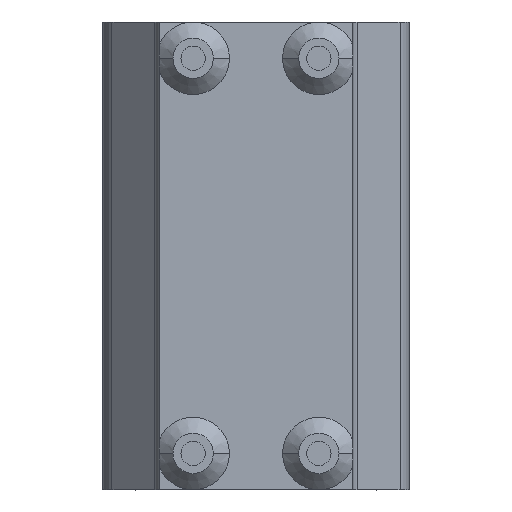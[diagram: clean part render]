
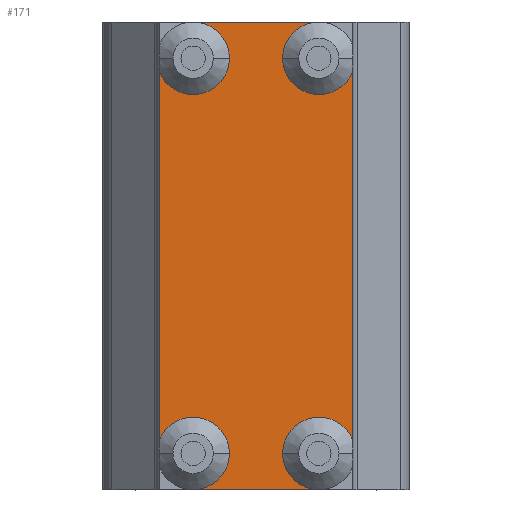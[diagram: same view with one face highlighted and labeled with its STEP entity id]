
A CAD part, top view. The second image highlights one B-rep face of the part: STEP entity #171.
In plain terms, the highlighted planar face has unit normal (0, 0, 1).
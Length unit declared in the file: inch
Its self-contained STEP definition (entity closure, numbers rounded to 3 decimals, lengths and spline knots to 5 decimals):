
#13 = DIRECTION ( 'NONE',  ( 0., 0., -1. ) ) ;
#123 = EDGE_CURVE ( 'NONE', #1799, #2303, #2281, .T. ) ;
#171 = ADVANCED_FACE ( 'NONE', ( #1215 ), #1665, .F. ) ;
#172 = DIRECTION ( 'NONE',  ( -1., 0., 0. ) ) ;
#203 = CARTESIAN_POINT ( 'NONE',  ( -0.39, 2.9, 0.1 ) ) ;
#244 = CARTESIAN_POINT ( 'NONE',  ( 0.6, 0.30578, 0.1 ) ) ;
#313 = ORIENTED_EDGE ( 'NONE', *, *, #123, .T. ) ;
#316 = EDGE_CURVE ( 'NONE', #2381, #2635, #1090, .T. ) ;
#318 = VERTEX_POINT ( 'NONE', #2141 ) ;
#357 = CARTESIAN_POINT ( 'NONE',  ( 0.39, 2.675, 0.1 ) ) ;
#365 = VECTOR ( 'NONE', #744, 39.37008 ) ;
#378 = VERTEX_POINT ( 'NONE', #1718 ) ;
#389 = EDGE_CURVE ( 'NONE', #2547, #2098, #580, .T. ) ;
#390 = CARTESIAN_POINT ( 'NONE',  ( 0.165, 0.225, 0.1 ) ) ;
#392 = ORIENTED_EDGE ( 'NONE', *, *, #316, .T. ) ;
#405 = VERTEX_POINT ( 'NONE', #203 ) ;
#492 = VECTOR ( 'NONE', #1034, 39.37008 ) ;
#515 = DIRECTION ( 'NONE',  ( -1., 0., 0. ) ) ;
#530 = DIRECTION ( 'NONE',  ( 0., 0., -1. ) ) ;
#539 = AXIS2_PLACEMENT_3D ( 'NONE', #2801, #2115, #172 ) ;
#551 = CARTESIAN_POINT ( 'NONE',  ( 0.6, 2.59422, 0.1 ) ) ;
#580 = CIRCLE ( 'NONE', #2659, 0.225 ) ;
#589 = EDGE_CURVE ( 'NONE', #405, #1020, #1827, .T. ) ;
#605 = CARTESIAN_POINT ( 'NONE',  ( -0.39, 0., 0.1 ) ) ;
#665 = DIRECTION ( 'NONE',  ( -1., 0., 0. ) ) ;
#677 = VECTOR ( 'NONE', #1496, 39.37008 ) ;
#744 = DIRECTION ( 'NONE',  ( 0., -1., 0. ) ) ;
#750 = EDGE_CURVE ( 'NONE', #2303, #318, #2563, .T. ) ;
#767 = CARTESIAN_POINT ( 'NONE',  ( -0.6, 2.59422, 0.1 ) ) ;
#773 = EDGE_CURVE ( 'NONE', #405, #2635, #1051, .T. ) ;
#827 = DIRECTION ( 'NONE',  ( -1., 0., 0. ) ) ;
#866 = CARTESIAN_POINT ( 'NONE',  ( -0.39, 2.675, 0.1 ) ) ;
#948 = EDGE_CURVE ( 'NONE', #1020, #1839, #2147, .T. ) ;
#1020 = VERTEX_POINT ( 'NONE', #1425 ) ;
#1034 = DIRECTION ( 'NONE',  ( 1., 0., 0. ) ) ;
#1051 = LINE ( 'NONE', #2788, #677 ) ;
#1054 = LINE ( 'NONE', #2158, #2342 ) ;
#1090 = CIRCLE ( 'NONE', #1825, 0.225 ) ;
#1106 = ORIENTED_EDGE ( 'NONE', *, *, #773, .F. ) ;
#1160 = EDGE_CURVE ( 'NONE', #318, #2547, #1557, .T. ) ;
#1187 = AXIS2_PLACEMENT_3D ( 'NONE', #866, #2225, #2641 ) ;
#1215 = FACE_OUTER_BOUND ( 'NONE', #1244, .T. ) ;
#1241 = CIRCLE ( 'NONE', #2156, 0.225 ) ;
#1244 = EDGE_LOOP ( 'NONE', ( #2410, #1523, #392, #1106, #2385, #2679, #1924, #1406, #313, #1900, #2176, #2558 ) ) ;
#1282 = CARTESIAN_POINT ( 'NONE',  ( 0.165, 2.675, 0.1 ) ) ;
#1289 = DIRECTION ( 'NONE',  ( 0., 0., -1. ) ) ;
#1378 = AXIS2_PLACEMENT_3D ( 'NONE', #1763, #2646, #665 ) ;
#1389 = CARTESIAN_POINT ( 'NONE',  ( -0.6, 2.9, 0.1 ) ) ;
#1406 = ORIENTED_EDGE ( 'NONE', *, *, #2071, .T. ) ;
#1425 = CARTESIAN_POINT ( 'NONE',  ( -0.165, 2.675, 0.1 ) ) ;
#1484 = CARTESIAN_POINT ( 'NONE',  ( -0.6, 0., 0.1 ) ) ;
#1496 = DIRECTION ( 'NONE',  ( 1., 0., 0. ) ) ;
#1497 = DIRECTION ( 'NONE',  ( 0., -1., 0. ) ) ;
#1523 = ORIENTED_EDGE ( 'NONE', *, *, #1624, .T. ) ;
#1557 = CIRCLE ( 'NONE', #539, 0.225 ) ;
#1558 = DIRECTION ( 'NONE',  ( 0., 0., -1. ) ) ;
#1575 = DIRECTION ( 'NONE',  ( -1., 0., 0. ) ) ;
#1624 = EDGE_CURVE ( 'NONE', #2792, #2381, #2861, .T. ) ;
#1665 = PLANE ( 'NONE',  #2422 ) ;
#1705 = DIRECTION ( 'NONE',  ( -1., 0., 0. ) ) ;
#1718 = CARTESIAN_POINT ( 'NONE',  ( -0.6, 0.30578, 0.1 ) ) ;
#1763 = CARTESIAN_POINT ( 'NONE',  ( 0.39, 2.675, 0.1 ) ) ;
#1764 = DIRECTION ( 'NONE',  ( -1., 0., 0. ) ) ;
#1799 = VERTEX_POINT ( 'NONE', #2465 ) ;
#1815 = DIRECTION ( 'NONE',  ( 0., 0., -1. ) ) ;
#1825 = AXIS2_PLACEMENT_3D ( 'NONE', #357, #1289, #1705 ) ;
#1827 = CIRCLE ( 'NONE', #1964, 0.225 ) ;
#1829 = CARTESIAN_POINT ( 'NONE',  ( -0.39, 2.675, 0.1 ) ) ;
#1839 = VERTEX_POINT ( 'NONE', #767 ) ;
#1900 = ORIENTED_EDGE ( 'NONE', *, *, #750, .T. ) ;
#1924 = ORIENTED_EDGE ( 'NONE', *, *, #1926, .T. ) ;
#1926 = EDGE_CURVE ( 'NONE', #1839, #378, #1054, .T. ) ;
#1939 = CARTESIAN_POINT ( 'NONE',  ( 0.39, 2.9, 0.1 ) ) ;
#1964 = AXIS2_PLACEMENT_3D ( 'NONE', #1829, #1815, #515 ) ;
#2031 = CARTESIAN_POINT ( 'NONE',  ( -0.39, 0.225, 0.1 ) ) ;
#2071 = EDGE_CURVE ( 'NONE', #378, #1799, #1241, .T. ) ;
#2098 = VERTEX_POINT ( 'NONE', #244 ) ;
#2115 = DIRECTION ( 'NONE',  ( 0., 0., -1. ) ) ;
#2139 = AXIS2_PLACEMENT_3D ( 'NONE', #2703, #13, #1764 ) ;
#2141 = CARTESIAN_POINT ( 'NONE',  ( 0.39, 0., 0.1 ) ) ;
#2147 = CIRCLE ( 'NONE', #1187, 0.225 ) ;
#2156 = AXIS2_PLACEMENT_3D ( 'NONE', #2031, #1558, #1575 ) ;
#2158 = CARTESIAN_POINT ( 'NONE',  ( -0.6, 2.9, 0.1 ) ) ;
#2176 = ORIENTED_EDGE ( 'NONE', *, *, #1160, .T. ) ;
#2225 = DIRECTION ( 'NONE',  ( 0., 0., -1. ) ) ;
#2281 = CIRCLE ( 'NONE', #2139, 0.225 ) ;
#2303 = VERTEX_POINT ( 'NONE', #605 ) ;
#2342 = VECTOR ( 'NONE', #1497, 39.37008 ) ;
#2381 = VERTEX_POINT ( 'NONE', #1282 ) ;
#2385 = ORIENTED_EDGE ( 'NONE', *, *, #589, .T. ) ;
#2396 = CARTESIAN_POINT ( 'NONE',  ( 0.39, 0.225, 0.1 ) ) ;
#2410 = ORIENTED_EDGE ( 'NONE', *, *, #2746, .F. ) ;
#2422 = AXIS2_PLACEMENT_3D ( 'NONE', #1389, #530, #2540 ) ;
#2465 = CARTESIAN_POINT ( 'NONE',  ( -0.165, 0.225, 0.1 ) ) ;
#2526 = CARTESIAN_POINT ( 'NONE',  ( 0.6, 2.9, 0.1 ) ) ;
#2540 = DIRECTION ( 'NONE',  ( -1., 0., 0. ) ) ;
#2547 = VERTEX_POINT ( 'NONE', #390 ) ;
#2558 = ORIENTED_EDGE ( 'NONE', *, *, #389, .T. ) ;
#2563 = LINE ( 'NONE', #1484, #492 ) ;
#2635 = VERTEX_POINT ( 'NONE', #1939 ) ;
#2641 = DIRECTION ( 'NONE',  ( -1., 0., 0. ) ) ;
#2646 = DIRECTION ( 'NONE',  ( 0., 0., -1. ) ) ;
#2659 = AXIS2_PLACEMENT_3D ( 'NONE', #2396, #2850, #827 ) ;
#2679 = ORIENTED_EDGE ( 'NONE', *, *, #948, .T. ) ;
#2703 = CARTESIAN_POINT ( 'NONE',  ( -0.39, 0.225, 0.1 ) ) ;
#2738 = LINE ( 'NONE', #2526, #365 ) ;
#2746 = EDGE_CURVE ( 'NONE', #2792, #2098, #2738, .T. ) ;
#2788 = CARTESIAN_POINT ( 'NONE',  ( -0.6, 2.9, 0.1 ) ) ;
#2792 = VERTEX_POINT ( 'NONE', #551 ) ;
#2801 = CARTESIAN_POINT ( 'NONE',  ( 0.39, 0.225, 0.1 ) ) ;
#2850 = DIRECTION ( 'NONE',  ( 0., 0., -1. ) ) ;
#2861 = CIRCLE ( 'NONE', #1378, 0.225 ) ;
